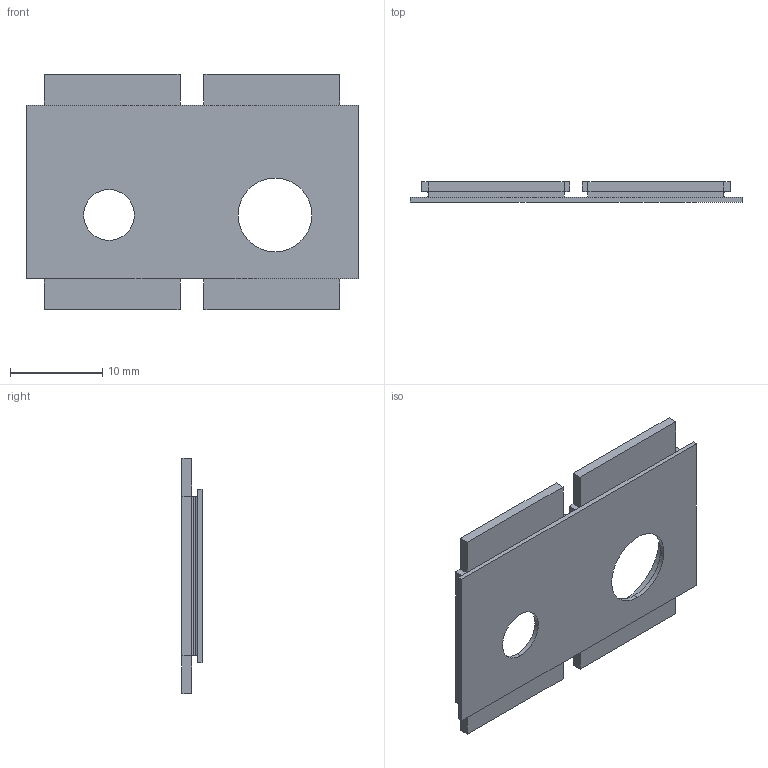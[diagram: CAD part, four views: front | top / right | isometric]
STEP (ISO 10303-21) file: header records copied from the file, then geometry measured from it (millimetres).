
FILE_DESCRIPTION (( 'STEP AP214' ), '1' );
FILE_NAME ('2161-C.STEP', '2016-06-01T15:06:18', ( '' ), ( '' ), 'SwSTEP 2.0', 'SolidWorks 2015', '' );
FILE_SCHEMA (( 'AUTOMOTIVE_DESIGN' ));
Length unit declared in the file: millimetre
Products named in the file (1): 2161-C
Bounding box: 36 x 2.2 x 25.5 mm (x, y, z)
Volume: 1084.5 mm3; surface area: 2236.8 mm2
Topology: 1 solids, 1 shells, 65 faces, 175 edges, 116 vertices
Faces by surface type: plane 43, cylinder 19, torus 3
Entity records: 2082 total; most frequent: CARTESIAN_POINT 363, DIRECTION 350, ORIENTED_EDGE 350, EDGE_CURVE 175, VECTOR 128, LINE 128, VERTEX_POINT 116, AXIS2_PLACEMENT_3D 111
